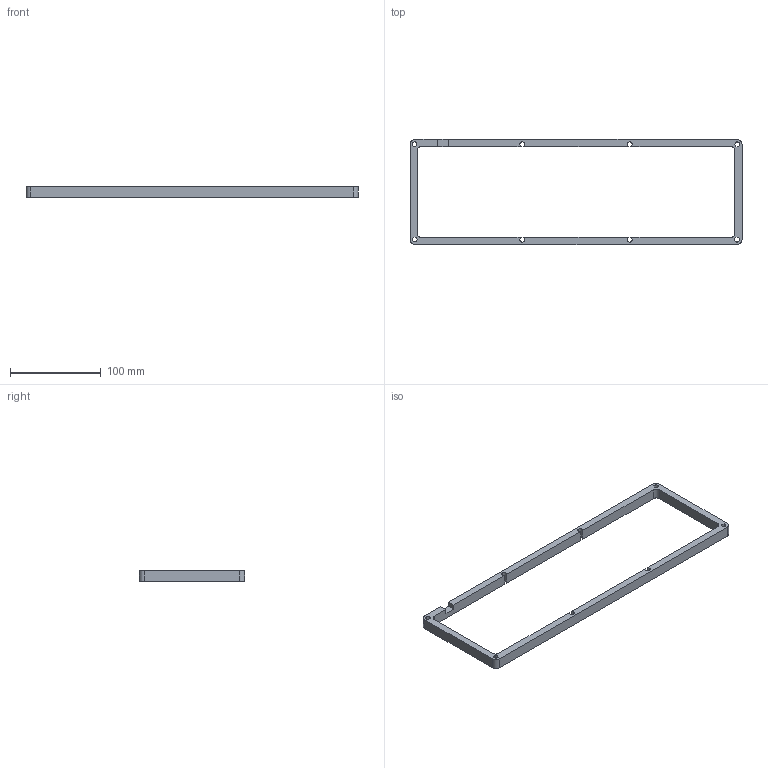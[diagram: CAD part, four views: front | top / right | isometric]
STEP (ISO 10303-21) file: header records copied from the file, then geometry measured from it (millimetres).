
FILE_DESCRIPTION(('FreeCAD Model'),'2;1');
FILE_NAME('Open CASCADE Shape Model','2021-08-30T01:40:34',('Author'),( ''),'Open CASCADE STEP processor 7.4','FreeCAD','Unknown');
FILE_SCHEMA(('AUTOMOTIVE_DESIGN { 1 0 10303 214 1 1 1 1 }'));
Length unit declared in the file: millimetre
Products named in the file (1): Pocket
Bounding box: 365.87 x 115.9 x 12 mm (x, y, z)
Volume: 84685.7 mm3; surface area: 37669.1 mm2
Topology: 1 solids, 1 shells, 57 faces, 168 edges, 112 vertices
Faces by surface type: plane 41, cylinder 16
Entity records: 4108 total; most frequent: CARTESIAN_POINT 686, DIRECTION 640, LINE 428, VECTOR 428, ORIENTED_EDGE 336, PCURVE 336, DEFINITIONAL_REPRESENTATION 336, EDGE_CURVE 168
